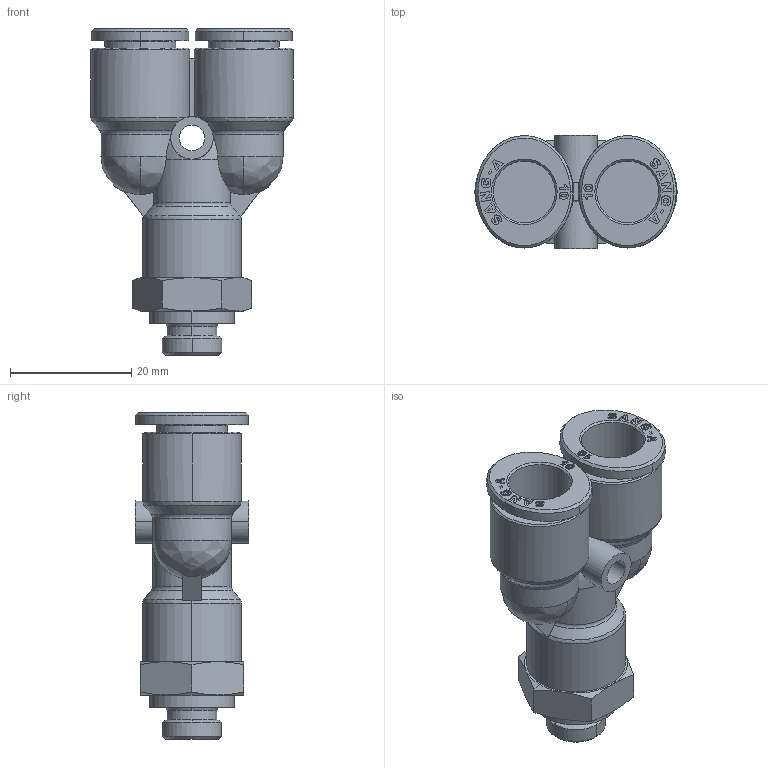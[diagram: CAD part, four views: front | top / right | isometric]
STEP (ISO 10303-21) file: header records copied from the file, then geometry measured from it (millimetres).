
FILE_DESCRIPTION (( 'STEP AP214' ), '1' );
FILE_NAME ('PWT10-G01.stp', '2015-09-24T12:38:35', ( '' ), ( '' ), 'SwSTEP 2.0', 'SolidWorks 2015', '' );
FILE_SCHEMA (( 'AUTOMOTIVE_DESIGN' ));
Length unit declared in the file: millimetre
Products named in the file (2): ｦ+ﾃｦ1; PWT10-G01
Assembly tree (1 placements, depth 2):
  PWT10-G01
    ｦ+ﾃｦ1
Bounding box: 33.3 x 18.7 x 53.8 mm (x, y, z)
Volume: 11112.5 mm3; surface area: 6936.2 mm2
Topology: 1 solids, 1 shells, 902 faces, 2571 edges, 1704 vertices
Faces by surface type: plane 787, cone 41, cylinder 35, bspline 33, torus 6
Entity records: 31910 total; most frequent: CARTESIAN_POINT 7412, ORIENTED_EDGE 5142, DIRECTION 4332, EDGE_CURVE 2571, VECTOR 2288, LINE 2288, VERTEX_POINT 1704, AXIS2_PLACEMENT_3D 1022
